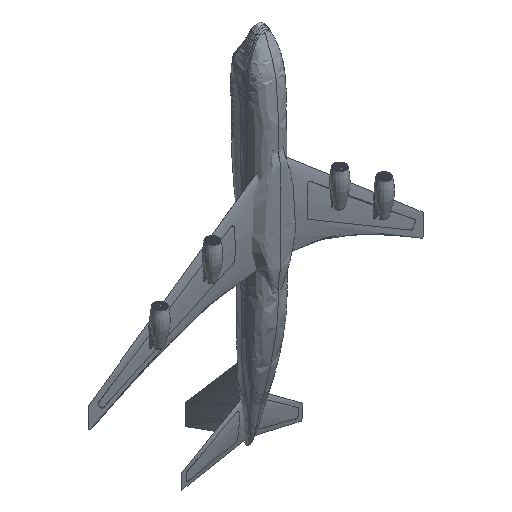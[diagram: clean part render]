
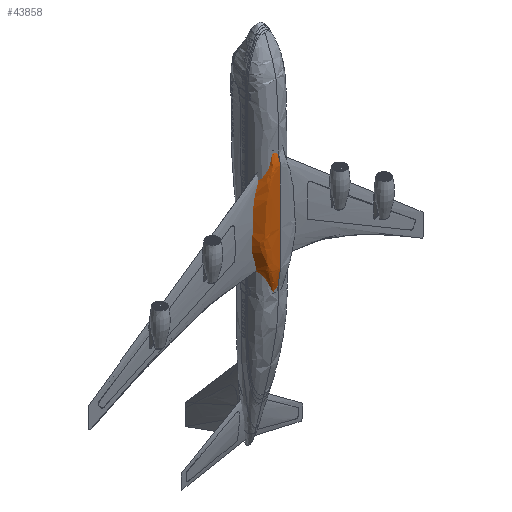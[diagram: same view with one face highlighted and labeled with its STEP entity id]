
A CAD part, isometric view. The second image highlights one B-rep face of the part: STEP entity #43858.
In plain terms, the highlighted free-form (B-spline) face has degree [3, 3] with [6, 12] control points.
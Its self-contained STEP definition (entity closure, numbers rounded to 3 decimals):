
#43614 = VERTEX_POINT('',#43615);
#43615 = CARTESIAN_POINT('',(-0.001,-24.673,
    -200.412));
#43624 = EDGE_CURVE('',#43614,#43625,#43627,.T.);
#43625 = VERTEX_POINT('',#43626);
#43626 = CARTESIAN_POINT('',(-10.502,-10.499,
    -200.412));
#43627 = B_SPLINE_CURVE_WITH_KNOTS('',3,(#43628,#43629,#43630,#43631,
    #43632,#43633),.UNSPECIFIED.,.F.,.F.,(4,1,1,4),(0.,1.,2.,3.),
  .QUASI_UNIFORM_KNOTS.);
#43628 = CARTESIAN_POINT('',(-0.001,-24.673,
    -200.412));
#43629 = CARTESIAN_POINT('',(-3.875,-24.83,
    -200.412));
#43630 = CARTESIAN_POINT('',(-7.613,-25.307,
    -200.412));
#43631 = CARTESIAN_POINT('',(-9.058,-16.068,
    -200.412));
#43632 = CARTESIAN_POINT('',(-10.043,-12.063,
    -200.412));
#43633 = CARTESIAN_POINT('',(-10.502,-10.499,
    -200.412));
#43670 = VERTEX_POINT('',#43671);
#43671 = CARTESIAN_POINT('',(-0.001,-24.828,
    -28.422));
#43680 = EDGE_CURVE('',#43670,#43614,#43681,.T.);
#43681 = B_SPLINE_CURVE_WITH_KNOTS('',3,(#43682,#43683,#43684,#43685,
    #43686,#43687,#43688,#43689,#43690,#43691,#43692,#43693),
  .UNSPECIFIED.,.F.,.F.,(4,1,1,1,1,1,1,1,1,4),(-9.,-8.,-7.,-6.,-5.,-4.,
    -3.,-2.,-1.,0.),.QUASI_UNIFORM_KNOTS.);
#43682 = CARTESIAN_POINT('',(-0.001,-24.828,
    -28.422));
#43683 = CARTESIAN_POINT('',(-0.001,-26.292,
    -33.983));
#43684 = CARTESIAN_POINT('',(-0.001,-29.219,
    -45.104));
#43685 = CARTESIAN_POINT('',(-0.001,-29.219,
    -59.499));
#43686 = CARTESIAN_POINT('',(0.,-29.219,
    -80.992));
#43687 = CARTESIAN_POINT('',(0.,-29.219,-102.));
#43688 = CARTESIAN_POINT('',(0.,-29.219,-120.));
#43689 = CARTESIAN_POINT('',(0.,-29.219,-141.));
#43690 = CARTESIAN_POINT('',(0.,-29.219,
    -159.908));
#43691 = CARTESIAN_POINT('',(-0.001,-29.219,
    -176.208));
#43692 = CARTESIAN_POINT('',(-0.001,-26.188,
    -192.344));
#43693 = CARTESIAN_POINT('',(-0.001,-24.673,
    -200.412));
#43772 = EDGE_CURVE('',#43625,#43773,#43775,.T.);
#43773 = VERTEX_POINT('',#43774);
#43774 = CARTESIAN_POINT('',(-11.778,-10.653,
    -28.422));
#43775 = B_SPLINE_CURVE_WITH_KNOTS('',3,(#43776,#43777,#43778,#43779,
    #43780,#43781,#43782,#43783,#43784,#43785,#43786,#43787),
  .UNSPECIFIED.,.F.,.F.,(4,1,1,1,1,1,1,1,1,4),(0.,1.,2.,3.,4.,5.,6.,7.,
    8.,9.),.QUASI_UNIFORM_KNOTS.);
#43776 = CARTESIAN_POINT('',(-10.502,-10.499,
    -200.412));
#43777 = CARTESIAN_POINT('',(-13.389,-12.014,
    -192.344));
#43778 = CARTESIAN_POINT('',(-19.162,-15.045,
    -176.208));
#43779 = CARTESIAN_POINT('',(-25.532,-15.045,
    -159.908));
#43780 = CARTESIAN_POINT('',(-31.672,-15.045,-141.));
#43781 = CARTESIAN_POINT('',(-31.672,-15.045,-120.));
#43782 = CARTESIAN_POINT('',(-31.672,-15.045,-102.));
#43783 = CARTESIAN_POINT('',(-28.619,-15.045,
    -80.992));
#43784 = CARTESIAN_POINT('',(-20.146,-15.045,
    -59.499));
#43785 = CARTESIAN_POINT('',(-13.407,-15.045,
    -45.104));
#43786 = CARTESIAN_POINT('',(-12.321,-12.117,
    -33.983));
#43787 = CARTESIAN_POINT('',(-11.778,-10.653,
    -28.422));
#43858 = ADVANCED_FACE('',(#43859),#43873,.T.);
#43859 = FACE_BOUND('',#43860,.T.);
#43860 = EDGE_LOOP('',(#43861,#43862,#43863,#43872));
#43861 = ORIENTED_EDGE('',*,*,#43624,.F.);
#43862 = ORIENTED_EDGE('',*,*,#43680,.F.);
#43863 = ORIENTED_EDGE('',*,*,#43864,.F.);
#43864 = EDGE_CURVE('',#43773,#43670,#43865,.T.);
#43865 = B_SPLINE_CURVE_WITH_KNOTS('',3,(#43866,#43867,#43868,#43869,
    #43870,#43871),.UNSPECIFIED.,.F.,.F.,(4,1,1,4),(-3.,-2.,-1.,0.),
  .QUASI_UNIFORM_KNOTS.);
#43866 = CARTESIAN_POINT('',(-11.778,-10.653,
    -28.422));
#43867 = CARTESIAN_POINT('',(-11.263,-12.217,
    -28.422));
#43868 = CARTESIAN_POINT('',(-10.159,-16.223,
    -28.422));
#43869 = CARTESIAN_POINT('',(-8.538,-25.462,
    -28.422));
#43870 = CARTESIAN_POINT('',(-4.346,-24.984,
    -28.422));
#43871 = CARTESIAN_POINT('',(-0.001,-24.828,
    -28.422));
#43872 = ORIENTED_EDGE('',*,*,#43772,.F.);
#43873 = B_SPLINE_SURFACE_WITH_KNOTS('',3,3,(
    (#43874,#43875,#43876,#43877,#43878,#43879,#43880,#43881,#43882
      ,#43883,#43884,#43885)
    ,(#43886,#43887,#43888,#43889,#43890,#43891,#43892,#43893,#43894
      ,#43895,#43896,#43897)
    ,(#43898,#43899,#43900,#43901,#43902,#43903,#43904,#43905,#43906
      ,#43907,#43908,#43909)
    ,(#43910,#43911,#43912,#43913,#43914,#43915,#43916,#43917,#43918
      ,#43919,#43920,#43921)
    ,(#43922,#43923,#43924,#43925,#43926,#43927,#43928,#43929,#43930
      ,#43931,#43932,#43933)
    ,(#43934,#43935,#43936,#43937,#43938,#43939,#43940,#43941,#43942
      ,#43943,#43944,#43945
    )),.UNSPECIFIED.,.F.,.F.,.F.,(4,1,1,4),(4,1,1,1,1,1,1,1,1,4),(0.,1.,
    2.,3.),(0.,1.,2.,3.,4.,5.,6.,7.,8.,9.),.QUASI_UNIFORM_KNOTS.);
#43874 = CARTESIAN_POINT('',(-10.502,-10.499,
    -200.412));
#43875 = CARTESIAN_POINT('',(-13.389,-12.014,
    -192.344));
#43876 = CARTESIAN_POINT('',(-19.162,-15.045,
    -176.208));
#43877 = CARTESIAN_POINT('',(-25.532,-15.045,
    -159.908));
#43878 = CARTESIAN_POINT('',(-31.672,-15.045,-141.));
#43879 = CARTESIAN_POINT('',(-31.672,-15.045,-120.));
#43880 = CARTESIAN_POINT('',(-31.672,-15.045,-102.));
#43881 = CARTESIAN_POINT('',(-28.619,-15.045,
    -80.992));
#43882 = CARTESIAN_POINT('',(-20.146,-15.045,
    -59.499));
#43883 = CARTESIAN_POINT('',(-13.407,-15.045,
    -45.104));
#43884 = CARTESIAN_POINT('',(-12.321,-12.117,
    -33.983));
#43885 = CARTESIAN_POINT('',(-11.778,-10.653,
    -28.422));
#43886 = CARTESIAN_POINT('',(-10.043,-12.063,
    -200.412));
#43887 = CARTESIAN_POINT('',(-12.93,-13.578,
    -192.344));
#43888 = CARTESIAN_POINT('',(-18.324,-16.609,
    -176.208));
#43889 = CARTESIAN_POINT('',(-24.415,-16.609,
    -159.908));
#43890 = CARTESIAN_POINT('',(-30.287,-16.609,-141.));
#43891 = CARTESIAN_POINT('',(-30.287,-16.609,-120.));
#43892 = CARTESIAN_POINT('',(-30.287,-16.609,-102.));
#43893 = CARTESIAN_POINT('',(-27.367,-16.609,
    -80.992));
#43894 = CARTESIAN_POINT('',(-19.265,-16.609,
    -59.499));
#43895 = CARTESIAN_POINT('',(-12.82,-16.609,
    -45.104));
#43896 = CARTESIAN_POINT('',(-11.806,-13.681,
    -33.983));
#43897 = CARTESIAN_POINT('',(-11.263,-12.217,
    -28.422));
#43898 = CARTESIAN_POINT('',(-9.058,-16.068,
    -200.412));
#43899 = CARTESIAN_POINT('',(-11.548,-17.584,
    -192.344));
#43900 = CARTESIAN_POINT('',(-16.527,-20.614,
    -176.208));
#43901 = CARTESIAN_POINT('',(-22.021,-20.614,
    -159.908));
#43902 = CARTESIAN_POINT('',(-27.317,-20.614,-141.));
#43903 = CARTESIAN_POINT('',(-27.317,-20.614,-120.));
#43904 = CARTESIAN_POINT('',(-27.317,-20.614,-102.));
#43905 = CARTESIAN_POINT('',(-24.684,-20.614,
    -80.992));
#43906 = CARTESIAN_POINT('',(-17.376,-20.614,
    -59.499));
#43907 = CARTESIAN_POINT('',(-11.563,-20.614,
    -45.104));
#43908 = CARTESIAN_POINT('',(-10.627,-17.687,
    -33.983));
#43909 = CARTESIAN_POINT('',(-10.159,-16.223,
    -28.422));
#43910 = CARTESIAN_POINT('',(-7.613,-25.307,
    -200.412));
#43911 = CARTESIAN_POINT('',(-9.706,-26.822,
    -192.344));
#43912 = CARTESIAN_POINT('',(-13.891,-29.853,
    -176.208));
#43913 = CARTESIAN_POINT('',(-18.508,-29.853,
    -159.908));
#43914 = CARTESIAN_POINT('',(-22.959,-29.853,-141.));
#43915 = CARTESIAN_POINT('',(-22.959,-29.853,-120.));
#43916 = CARTESIAN_POINT('',(-22.959,-29.853,-102.));
#43917 = CARTESIAN_POINT('',(-20.746,-29.853,
    -80.992));
#43918 = CARTESIAN_POINT('',(-14.604,-29.853,
    -59.499));
#43919 = CARTESIAN_POINT('',(-9.719,-29.853,
    -45.104));
#43920 = CARTESIAN_POINT('',(-8.932,-26.926,
    -33.983));
#43921 = CARTESIAN_POINT('',(-8.538,-25.462,
    -28.422));
#43922 = CARTESIAN_POINT('',(-3.875,-24.83,
    -200.412));
#43923 = CARTESIAN_POINT('',(-3.875,-26.345,
    -192.344));
#43924 = CARTESIAN_POINT('',(-7.07,-29.376,
    -176.208));
#43925 = CARTESIAN_POINT('',(-9.42,-29.376,
    -159.908));
#43926 = CARTESIAN_POINT('',(-11.685,-29.376,-141.));
#43927 = CARTESIAN_POINT('',(-11.685,-29.376,-120.));
#43928 = CARTESIAN_POINT('',(-11.685,-29.376,-102.));
#43929 = CARTESIAN_POINT('',(-10.558,-29.376,
    -80.992));
#43930 = CARTESIAN_POINT('',(-7.433,-29.376,
    -59.499));
#43931 = CARTESIAN_POINT('',(-4.947,-29.376,
    -45.104));
#43932 = CARTESIAN_POINT('',(-4.346,-26.448,
    -33.983));
#43933 = CARTESIAN_POINT('',(-4.346,-24.984,
    -28.422));
#43934 = CARTESIAN_POINT('',(-0.001,-24.673,
    -200.412));
#43935 = CARTESIAN_POINT('',(-0.001,-26.188,
    -192.344));
#43936 = CARTESIAN_POINT('',(-0.001,-29.219,
    -176.208));
#43937 = CARTESIAN_POINT('',(0.,-29.219,
    -159.908));
#43938 = CARTESIAN_POINT('',(0.,-29.219,-141.));
#43939 = CARTESIAN_POINT('',(0.,-29.219,-120.));
#43940 = CARTESIAN_POINT('',(0.,-29.219,-102.));
#43941 = CARTESIAN_POINT('',(0.,-29.219,
    -80.992));
#43942 = CARTESIAN_POINT('',(-0.001,-29.219,
    -59.499));
#43943 = CARTESIAN_POINT('',(-0.001,-29.219,
    -45.104));
#43944 = CARTESIAN_POINT('',(-0.001,-26.292,
    -33.983));
#43945 = CARTESIAN_POINT('',(-0.001,-24.828,
    -28.422));
